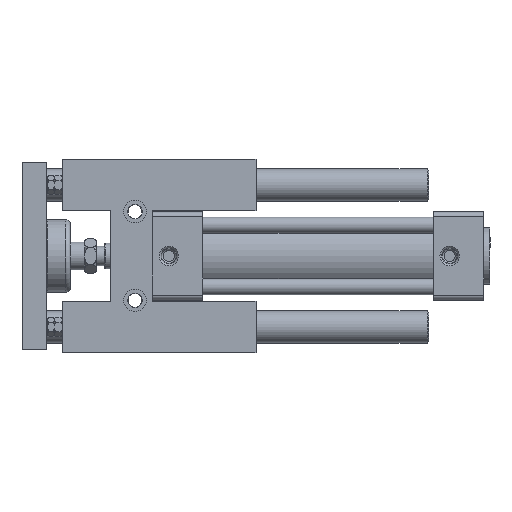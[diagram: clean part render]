
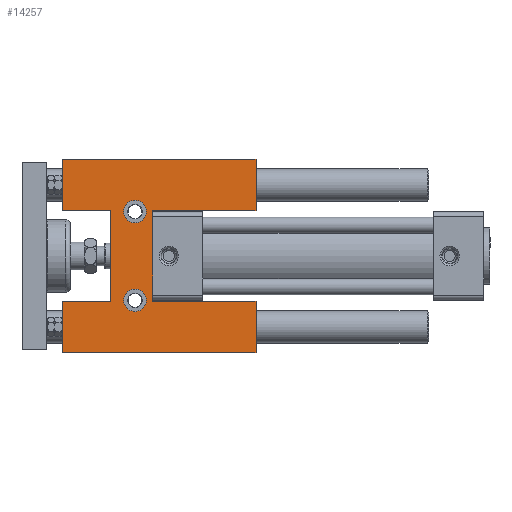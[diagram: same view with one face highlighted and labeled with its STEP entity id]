
A CAD part, top view. The second image highlights one B-rep face of the part: STEP entity #14257.
In plain terms, the highlighted planar face has unit normal (0, 0, 1).
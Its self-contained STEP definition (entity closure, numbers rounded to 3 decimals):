
#13218=CARTESIAN_POINT('',(55.,28.,28.));
#13219=VERTEX_POINT('Vertex453',#13218);
#13226=CARTESIAN_POINT('',(25.,28.,28.));
#13227=VERTEX_POINT('Vertex454',#13226);
#13228=CARTESIAN_POINT('',(40.,28.,28.));
#13229=DIRECTION('',(-1.,0.,0.));
#13230=VECTOR('',#13229,1.);
#13231=LINE('nurbsCrv625',#13228,#13230);
#13232=EDGE_CURVE('Edge625',#13219,#13227,#13231,.T.);
#13248=CARTESIAN_POINT('',(25.,60.,28.));
#13249=VERTEX_POINT('Vertex455',#13248);
#13250=CARTESIAN_POINT('',(25.,44.,28.));
#13251=DIRECTION('',(0.,1.,0.));
#13252=VECTOR('',#13251,1.);
#13253=LINE('nurbsCrv627',#13250,#13252);
#13254=EDGE_CURVE('Edge627',#13227,#13249,#13253,.T.);
#13385=CARTESIAN_POINT('',(145.,60.,28.));
#13386=VERTEX_POINT('Vertex460',#13385);
#13387=CARTESIAN_POINT('',(85.,60.,28.));
#13388=DIRECTION('',(1.,0.,0.));
#13389=VECTOR('',#13388,1.);
#13390=LINE('nurbsCrv635',#13387,#13389);
#13391=EDGE_CURVE('Edge635',#13249,#13386,#13390,.T.);
#13546=CARTESIAN_POINT('',(145.,-60.,28.));
#13547=VERTEX_POINT('Vertex465',#13546);
#13554=CARTESIAN_POINT('',(25.,-60.,28.));
#13555=VERTEX_POINT('Vertex466',#13554);
#13556=CARTESIAN_POINT('',(85.,-60.,28.));
#13557=DIRECTION('',(-1.,0.,0.));
#13558=VECTOR('',#13557,1.);
#13559=LINE('nurbsCrv645',#13556,#13558);
#13560=EDGE_CURVE('Edge645',#13547,#13555,#13559,.T.);
#13695=CARTESIAN_POINT('',(25.,-28.,28.));
#13696=VERTEX_POINT('Vertex471',#13695);
#13697=CARTESIAN_POINT('',(25.,-44.,28.));
#13698=DIRECTION('',(0.,1.,0.));
#13699=VECTOR('',#13698,1.);
#13700=LINE('nurbsCrv653',#13697,#13699);
#13701=EDGE_CURVE('Edge653',#13555,#13696,#13700,.T.);
#13818=CARTESIAN_POINT('',(63.,27.5,28.));
#13819=VERTEX_POINT('Vertex474',#13818);
#13820=CARTESIAN_POINT('',(70.,27.5,28.));
#13821=DIRECTION('',(0.,0.,-1.));
#13822=DIRECTION('',(-1.,0.,0.));
#13823=AXIS2_PLACEMENT_3D('',#13820,#13821,#13822);
#13824=CIRCLE('nurbsCrv657',#13823,7.);
#13825=EDGE_CURVE('Edge657',#13819,#13819,#13824,.T.);
#13865=CARTESIAN_POINT('',(55.,-28.,28.));
#13866=VERTEX_POINT('Vertex476',#13865);
#13867=CARTESIAN_POINT('',(40.,-28.,28.));
#13868=DIRECTION('',(1.,0.,0.));
#13869=VECTOR('',#13868,1.);
#13870=LINE('nurbsCrv659',#13867,#13869);
#13871=EDGE_CURVE('Edge659',#13696,#13866,#13870,.T.);
#13916=CARTESIAN_POINT('',(55.,0.,28.));
#13917=DIRECTION('',(0.,1.,0.));
#13918=VECTOR('',#13917,1.);
#13919=LINE('nurbsCrv663',#13916,#13918);
#13920=EDGE_CURVE('Edge663',#13866,#13219,#13919,.T.);
#13945=CARTESIAN_POINT('',(63.,-27.5,28.));
#13946=VERTEX_POINT('Vertex479',#13945);
#13947=CARTESIAN_POINT('',(70.,-27.5,28.));
#13948=DIRECTION('',(0.,0.,-1.));
#13949=DIRECTION('',(-1.,0.,0.));
#13950=AXIS2_PLACEMENT_3D('',#13947,#13948,#13949);
#13951=CIRCLE('nurbsCrv665',#13950,7.);
#13952=EDGE_CURVE('Edge665',#13946,#13946,#13951,.T.);
#14057=CARTESIAN_POINT('',(145.,28.,28.));
#14058=VERTEX_POINT('Vertex484',#14057);
#14059=CARTESIAN_POINT('',(145.,44.,28.));
#14060=DIRECTION('',(0.,-1.,0.));
#14061=VECTOR('',#14060,1.);
#14062=LINE('nurbsCrv670',#14059,#14061);
#14063=EDGE_CURVE('Edge670',#13386,#14058,#14062,.T.);
#14151=CARTESIAN_POINT('',(81.,28.,28.));
#14152=VERTEX_POINT('Vertex488',#14151);
#14153=CARTESIAN_POINT('',(113.,28.,28.));
#14154=DIRECTION('',(-1.,0.,0.));
#14155=VECTOR('',#14154,1.);
#14156=LINE('nurbsCrv676',#14153,#14155);
#14157=EDGE_CURVE('Edge676',#14058,#14152,#14156,.T.);
#14176=CARTESIAN_POINT('',(81.,-28.,28.));
#14177=VERTEX_POINT('Vertex489',#14176);
#14184=CARTESIAN_POINT('',(145.,-28.,28.));
#14185=VERTEX_POINT('Vertex490',#14184);
#14186=CARTESIAN_POINT('',(113.,-28.,28.));
#14187=DIRECTION('',(1.,0.,0.));
#14188=VECTOR('',#14187,1.);
#14189=LINE('nurbsCrv679',#14186,#14188);
#14190=EDGE_CURVE('Edge679',#14177,#14185,#14189,.T.);
#14208=CARTESIAN_POINT('',(145.,-44.,28.));
#14209=DIRECTION('',(0.,-1.,0.));
#14210=VECTOR('',#14209,1.);
#14211=LINE('nurbsCrv681',#14208,#14210);
#14212=EDGE_CURVE('Edge681',#14185,#13547,#14211,.T.);
#14227=ORIENTED_EDGE('Edgeuse1349',*,*,#13701,.F.);
#14228=ORIENTED_EDGE('Edgeuse1350',*,*,#13560,.F.);
#14229=ORIENTED_EDGE('Edgeuse1351',*,*,#14212,.F.);
#14230=ORIENTED_EDGE('Edgeuse1352',*,*,#14190,.F.);
#14231=CARTESIAN_POINT('',(81.,0.,28.));
#14232=DIRECTION('',(0.,-1.,0.));
#14233=VECTOR('',#14232,1.);
#14234=LINE('nurbsCrv682',#14231,#14233);
#14235=EDGE_CURVE('Edge682',#14152,#14177,#14234,.T.);
#14236=ORIENTED_EDGE('Edgeuse1353',*,*,#14235,.F.);
#14237=ORIENTED_EDGE('Edgeuse1354',*,*,#14157,.F.);
#14238=ORIENTED_EDGE('Edgeuse1355',*,*,#14063,.F.);
#14239=ORIENTED_EDGE('Edgeuse1356',*,*,#13391,.F.);
#14240=ORIENTED_EDGE('Edgeuse1357',*,*,#13254,.F.);
#14241=ORIENTED_EDGE('Edgeuse1358',*,*,#13232,.F.);
#14242=ORIENTED_EDGE('Edgeuse1359',*,*,#13920,.F.);
#14243=ORIENTED_EDGE('Edgeuse1360',*,*,#13871,.F.);
#14244=EDGE_LOOP('',(#14227,#14228,#14229,#14230,#14236,#14237,#14238,#14239,
#14240,#14241,#14242,#14243));
#14245=FACE_OUTER_BOUND('',#14244,.T.);
#14246=ORIENTED_EDGE('Edgeuse1347',*,*,#13825,.T.);
#14247=EDGE_LOOP('',(#14246));
#14248=FACE_BOUND('',#14247,.T.);
#14249=ORIENTED_EDGE('Edgeuse1348',*,*,#13952,.T.);
#14250=EDGE_LOOP('',(#14249));
#14251=FACE_BOUND('',#14250,.T.);
#14252=CARTESIAN_POINT('',(85.,0.,28.));
#14253=DIRECTION('',(0.,0.,1.));
#14254=DIRECTION('',(-1.,0.,0.));
#14255=AXIS2_PLACEMENT_3D('',#14252,#14253,#14254);
#14256=PLANE('nurbsSrf293',#14255);
#14257=ADVANCED_FACE('Face293',(#14245,#14248,#14251),#14256,.T.);
